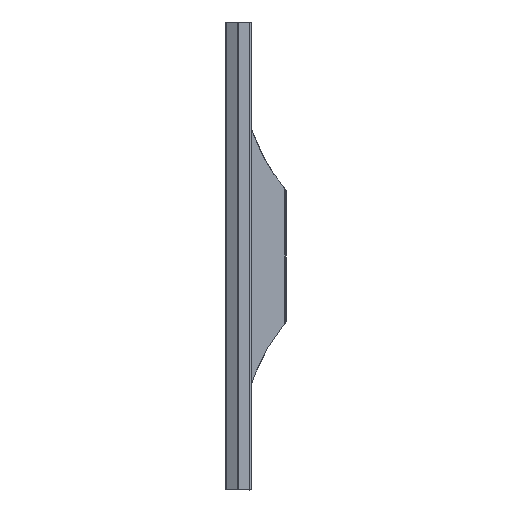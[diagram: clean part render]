
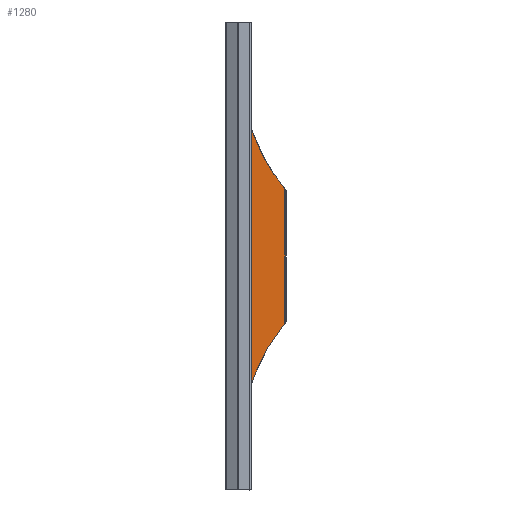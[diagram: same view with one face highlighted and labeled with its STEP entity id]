
A CAD part, left-side view. The second image highlights one B-rep face of the part: STEP entity #1280.
In plain terms, the highlighted free-form (B-spline) face has degree [1, 1] with [2, 2] control points.
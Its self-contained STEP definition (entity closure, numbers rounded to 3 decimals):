
#4 = VERTEX_POINT ( 'NONE', #69 ) ;
#69 = CARTESIAN_POINT ( 'NONE',  ( 687., 30.486, -175.557 ) ) ;
#141 = CARTESIAN_POINT ( 'NONE',  ( 687., -119., -587.23 ) ) ;
#184 = VERTEX_POINT ( 'NONE', #1807 ) ;
#189 = CARTESIAN_POINT ( 'NONE',  ( 687., 6., -1650. ) ) ;
#254 = B_SPLINE_CURVE_WITH_KNOTS ( 'NONE', 1,
 ( #751, #1640 ),
 .UNSPECIFIED., .F., .F.,
 ( 2, 2 ),
 ( -1., 0. ),
 .UNSPECIFIED. ) ;
#269 = EDGE_CURVE ( 'NONE', #407, #1846, #1225, .T. ) ;
#270 = B_SPLINE_CURVE_WITH_KNOTS ( 'NONE', 1,
 ( #1987, #445 ),
 .UNSPECIFIED., .F., .F.,
 ( 2, 2 ),
 ( -1., 0. ),
 .UNSPECIFIED. ) ;
#277 = FACE_OUTER_BOUND ( 'NONE', #2559, .T. ) ;
#407 = VERTEX_POINT ( 'NONE', #1952 ) ;
#437 = ORIENTED_EDGE ( 'NONE', *, *, #2345, .F. ) ;
#445 = CARTESIAN_POINT ( 'NONE',  ( 687., -119., -1062.77 ) ) ;
#577 = CARTESIAN_POINT ( 'NONE',  ( 687., -21.421, -470.583 ) ) ;
#598 = VERTEX_POINT ( 'NONE', #945 ) ;
#601 = CARTESIAN_POINT ( 'NONE',  ( 687., 6., 0. ) ) ;
#658 = CARTESIAN_POINT ( 'NONE',  ( 687., 45.091, -1650. ) ) ;
#680 = CARTESIAN_POINT ( 'NONE',  ( 687., 22.271, -57.196 ) ) ;
#751 = CARTESIAN_POINT ( 'NONE',  ( 687., 45.091, -1650. ) ) ;
#928 = CARTESIAN_POINT ( 'NONE',  ( 687., 30.486, -175.557 ) ) ;
#945 = CARTESIAN_POINT ( 'NONE',  ( 687., 45.091, 0. ) ) ;
#948 = B_SPLINE_SURFACE_WITH_KNOTS ( 'NONE', 1, 1, ( 
 ( #658, #1544 ),
 ( #2423, #1989 ) ),
 .UNSPECIFIED., .F., .F., .F.,
 ( 2, 2 ),
 ( 2, 2 ),
 ( 0., 1. ),
 ( 0., 1. ),
 .UNSPECIFIED. ) ;
#1023 = ORIENTED_EDGE ( 'NONE', *, *, #1860, .F. ) ;
#1106 = CARTESIAN_POINT ( 'NONE',  ( 687., 45.091, 0. ) ) ;
#1145 = CARTESIAN_POINT ( 'NONE',  ( 687., 30.486, -116.092 ) ) ;
#1225 =( BOUNDED_CURVE ( )  B_SPLINE_CURVE ( 3, ( #1821, #2514, #1878, #1836 ),
 .UNSPECIFIED., .F., .T. ) 
 B_SPLINE_CURVE_WITH_KNOTS ( ( 4, 4 ),
 ( -0.974, 0. ),
 .UNSPECIFIED. ) 
 CURVE ( )  GEOMETRIC_REPRESENTATION_ITEM ( )  RATIONAL_B_SPLINE_CURVE ( ( 1., 0.923, 0.923, 1. ) ) 
 REPRESENTATION_ITEM ( '' )  );
#1280 = ADVANCED_FACE ( 'NONE', ( #277 ), #948, .F. ) ;
#1465 = CARTESIAN_POINT ( 'NONE',  ( 687., 45.091, -1650. ) ) ;
#1544 = CARTESIAN_POINT ( 'NONE',  ( 687., -119., -1650. ) ) ;
#1598 =( BOUNDED_CURVE ( )  B_SPLINE_CURVE ( 3, ( #2349, #2333, #577, #141 ),
 .UNSPECIFIED., .F., .T. ) 
 B_SPLINE_CURVE_WITH_KNOTS ( ( 4, 4 ),
 ( -0.697, 0. ),
 .UNSPECIFIED. ) 
 CURVE ( )  GEOMETRIC_REPRESENTATION_ITEM ( )  RATIONAL_B_SPLINE_CURVE ( ( 1., 0.96, 0.96, 1. ) ) 
 REPRESENTATION_ITEM ( '' )  );
#1640 = CARTESIAN_POINT ( 'NONE',  ( 687., 45.091, 0. ) ) ;
#1711 = ORIENTED_EDGE ( 'NONE', *, *, #1876, .F. ) ;
#1729 = CARTESIAN_POINT ( 'NONE',  ( 687., 45.091, -1650. ) ) ;
#1736 = ORIENTED_EDGE ( 'NONE', *, *, #2150, .F. ) ;
#1807 = CARTESIAN_POINT ( 'NONE',  ( 687., 6., 0. ) ) ;
#1814 = B_SPLINE_CURVE_WITH_KNOTS ( 'NONE', 1,
 ( #189, #1465 ),
 .UNSPECIFIED., .F., .F.,
 ( 2, 2 ),
 ( 0., 1. ),
 .UNSPECIFIED. ) ;
#1821 = CARTESIAN_POINT ( 'NONE',  ( 687., -119., -1062.77 ) ) ;
#1836 = CARTESIAN_POINT ( 'NONE',  ( 687., 6., -1650. ) ) ;
#1843 = CARTESIAN_POINT ( 'NONE',  ( 687., -119., -587.23 ) ) ;
#1846 = VERTEX_POINT ( 'NONE', #2304 ) ;
#1860 = EDGE_CURVE ( 'NONE', #4, #2311, #1598, .T. ) ;
#1876 = EDGE_CURVE ( 'NONE', #1846, #2460, #1814, .T. ) ;
#1878 = CARTESIAN_POINT ( 'NONE',  ( 687., 65.359, -1441.344 ) ) ;
#1945 = B_SPLINE_CURVE_WITH_KNOTS ( 'NONE', 1,
 ( #1106, #601 ),
 .UNSPECIFIED., .F., .F.,
 ( 2, 2 ),
 ( 0., 1. ),
 .UNSPECIFIED. ) ;
#1952 = CARTESIAN_POINT ( 'NONE',  ( 687., -119., -1062.77 ) ) ;
#1987 = CARTESIAN_POINT ( 'NONE',  ( 687., -119., -587.23 ) ) ;
#1989 = CARTESIAN_POINT ( 'NONE',  ( 687., -119., 0. ) ) ;
#1992 = ORIENTED_EDGE ( 'NONE', *, *, #2643, .F. ) ;
#2050 = CARTESIAN_POINT ( 'NONE',  ( 687., 6., 0. ) ) ;
#2124 = ORIENTED_EDGE ( 'NONE', *, *, #269, .F. ) ;
#2150 = EDGE_CURVE ( 'NONE', #598, #184, #1945, .T. ) ;
#2304 = CARTESIAN_POINT ( 'NONE',  ( 687., 6., -1650. ) ) ;
#2311 = VERTEX_POINT ( 'NONE', #1843 ) ;
#2333 = CARTESIAN_POINT ( 'NONE',  ( 687., 30.486, -327.636 ) ) ;
#2345 = EDGE_CURVE ( 'NONE', #2460, #598, #254, .T. ) ;
#2349 = CARTESIAN_POINT ( 'NONE',  ( 687., 30.486, -175.557 ) ) ;
#2351 = ORIENTED_EDGE ( 'NONE', *, *, #2613, .F. ) ;
#2423 = CARTESIAN_POINT ( 'NONE',  ( 687., 45.091, 0. ) ) ;
#2460 = VERTEX_POINT ( 'NONE', #1729 ) ;
#2514 = CARTESIAN_POINT ( 'NONE',  ( 687., 20.193, -1229.162 ) ) ;
#2559 = EDGE_LOOP ( 'NONE', ( #1736, #437, #1711, #2124, #1992, #1023, #2351 ) ) ;
#2613 = EDGE_CURVE ( 'NONE', #184, #4, #2671, .T. ) ;
#2643 = EDGE_CURVE ( 'NONE', #2311, #407, #270, .T. ) ;
#2671 =( BOUNDED_CURVE ( )  B_SPLINE_CURVE ( 3, ( #2050, #680, #1145, #928 ),
 .UNSPECIFIED., .F., .T. ) 
 B_SPLINE_CURVE_WITH_KNOTS ( ( 4, 4 ),
 ( -0.277, 0. ),
 .UNSPECIFIED. ) 
 CURVE ( )  GEOMETRIC_REPRESENTATION_ITEM ( )  RATIONAL_B_SPLINE_CURVE ( ( 1., 0.994, 0.994, 1. ) ) 
 REPRESENTATION_ITEM ( '' )  );
